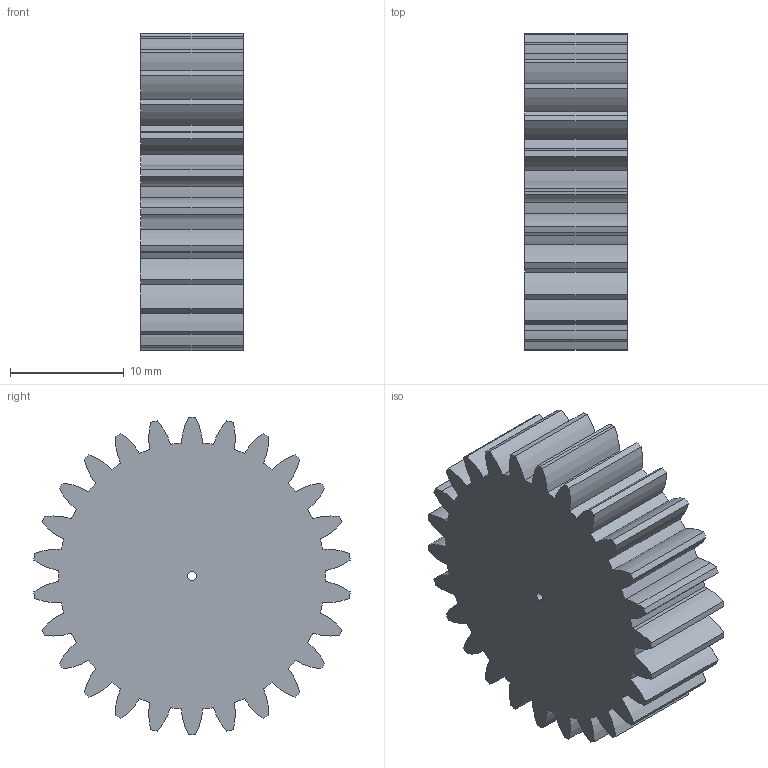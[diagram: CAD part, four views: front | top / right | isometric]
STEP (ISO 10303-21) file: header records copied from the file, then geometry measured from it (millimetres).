
FILE_DESCRIPTION (( 'STEP AP214' ), '1' );
FILE_NAME ('spur gear_am 1x26x9.STEP', '2020-11-25T02:57:45', ( '' ), ( '' ), 'SwSTEP 2.0', 'SolidWorks 2020', '' );
FILE_SCHEMA (( 'AUTOMOTIVE_DESIGN' ));
Length unit declared in the file: millimetre
Products named in the file (1): spur gear_am 1x26x9
Bounding box: 9 x 27.86 x 28 mm (x, y, z)
Volume: 4645 mm3; surface area: 2533.7 mm2
Topology: 1 solids, 1 shells, 113 faces, 333 edges, 222 vertices
Faces by surface type: cylinder 111, plane 2
Entity records: 3947 total; most frequent: DIRECTION 783, CARTESIAN_POINT 669, ORIENTED_EDGE 666, AXIS2_PLACEMENT_3D 336, EDGE_CURVE 333, CIRCLE 222, VERTEX_POINT 222, EDGE_LOOP 115
